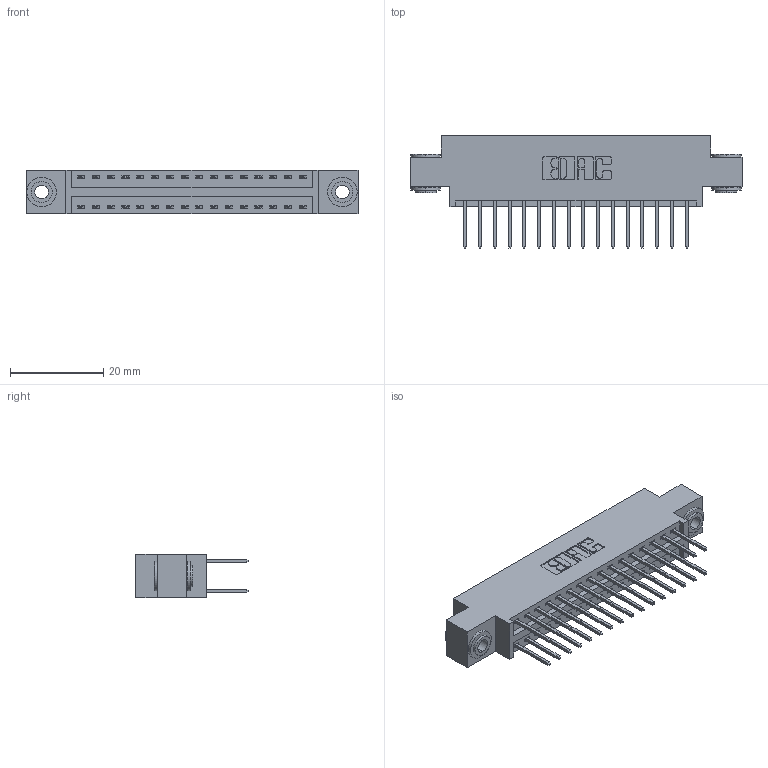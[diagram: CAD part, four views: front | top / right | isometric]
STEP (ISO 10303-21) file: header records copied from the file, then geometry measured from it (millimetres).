
FILE_DESCRIPTION (( 'STEP AP203' ), '1' );
FILE_NAME ('396-032-526-803.STEP', '2019-11-01T20:00:22', ( '' ), ( '' ), 'SwSTEP 2.0', 'SolidWorks 2016', '' );
FILE_SCHEMA (( 'CONFIG_CONTROL_DESIGN' ));
Length unit declared in the file: inch
Products named in the file (4): 396-032-526-803; 346 Part_0.170 Offset - 0.156 Dia-TH; 345-292-001_345-293-126; 345-250-002_345-250-002-102
Assembly tree (35 placements, depth 2):
  396-032-526-803
    346 Part_0.170 Offset - 0.156 Dia-TH
    345-292-001_345-293-126  x32
    345-250-002_345-250-002-102  x2
Bounding box: 71.37 x 24.13 x 9.4 mm (x, y, z)
Volume: 6675.2 mm3; surface area: 9395.5 mm2
Topology: 35 solids, 35 shells, 1828 faces, 5377 edges, 3538 vertices
Faces by surface type: plane 1210, cylinder 610, cone 8
Entity records: 14742 total; most frequent: CARTESIAN_POINT 2443, ORIENTED_EDGE 2370, DIRECTION 2235, EDGE_CURVE 1185, LINE 965, VECTOR 965, VERTEX_POINT 786, AXIS2_PLACEMENT_3D 635
